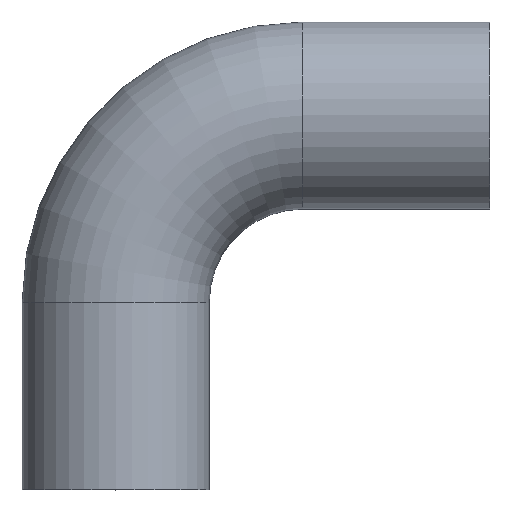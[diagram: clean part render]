
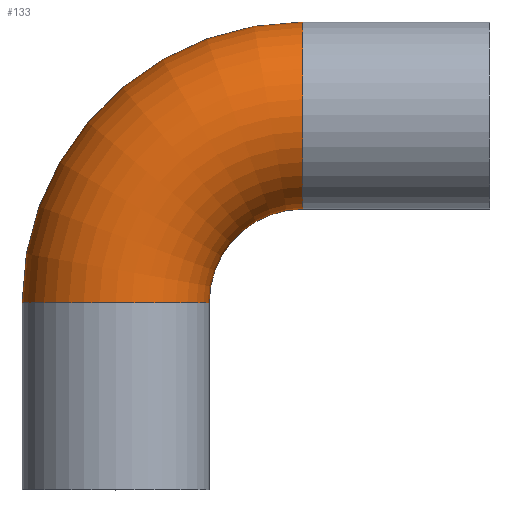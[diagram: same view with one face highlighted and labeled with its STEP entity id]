
A CAD part, top view. The second image highlights one B-rep face of the part: STEP entity #133.
In plain terms, the highlighted toroidal (fillet/blend) face has major radius 75 mm and minor radius 37.5 mm.
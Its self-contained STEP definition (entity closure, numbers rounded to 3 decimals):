
#95 = EDGE_CURVE( '', #183, #153, #235, .T. );
#111 = EDGE_CURVE( '', #153, #189, #253, .T. );
#113 = EDGE_CURVE( '', #173, #183, #255, .T. );
#127 = EDGE_CURVE( '', #173, #189, #270, .T. );
#133 = ADVANCED_FACE( '', ( #276 ), #277, .T. );
#153 = VERTEX_POINT( '', #299 );
#173 = VERTEX_POINT( '', #322 );
#183 = VERTEX_POINT( '', #333 );
#189 = VERTEX_POINT( '', #339 );
#235 = CIRCLE( '', #378, 37.5 );
#253 = CIRCLE( '', #401, 37.5 );
#255 = CIRCLE( '', #404, 112.5 );
#270 = CIRCLE( '', #425, 37.5 );
#276 = FACE_OUTER_BOUND( '', #433, .T. );
#277 = TOROIDAL_SURFACE( '', #434, 75., 37.5 );
#299 = CARTESIAN_POINT( '', ( 37.5, 75., 0. ) );
#322 = CARTESIAN_POINT( '', ( 75., 187.5, 0. ) );
#333 = CARTESIAN_POINT( '', ( -37.5, 75., 0. ) );
#339 = CARTESIAN_POINT( '', ( 75., 112.5, 0. ) );
#378 = AXIS2_PLACEMENT_3D( '', #559, #560, #561 );
#401 = AXIS2_PLACEMENT_3D( '', #589, #590, #591 );
#404 = AXIS2_PLACEMENT_3D( '', #592, #593, #594 );
#425 = AXIS2_PLACEMENT_3D( '', #613, #614, #615 );
#433 = EDGE_LOOP( '', ( #623, #624, #625, #626 ) );
#434 = AXIS2_PLACEMENT_3D( '', #627, #628, #629 );
#559 = CARTESIAN_POINT( '', ( 0., 75., 0. ) );
#560 = DIRECTION( '', ( 0., 1., 0. ) );
#561 = DIRECTION( '', ( 1., 0., 0. ) );
#589 = CARTESIAN_POINT( '', ( 75., 75., 0. ) );
#590 = DIRECTION( '', ( 0., 0., -1. ) );
#591 = DIRECTION( '', ( 1., 0., 0. ) );
#592 = CARTESIAN_POINT( '', ( 75., 75., 0. ) );
#593 = DIRECTION( '', ( 0., 0., 1. ) );
#594 = DIRECTION( '', ( 1., 0., 0. ) );
#613 = CARTESIAN_POINT( '', ( 75., 150., 0. ) );
#614 = DIRECTION( '', ( 1., 0., 0. ) );
#615 = DIRECTION( '', ( 0., -1., 0. ) );
#623 = ORIENTED_EDGE( '', *, *, #113, .T. );
#624 = ORIENTED_EDGE( '', *, *, #95, .T. );
#625 = ORIENTED_EDGE( '', *, *, #111, .T. );
#626 = ORIENTED_EDGE( '', *, *, #127, .F. );
#627 = CARTESIAN_POINT( '', ( 75., 75., 0. ) );
#628 = DIRECTION( '', ( 0., 0., 1. ) );
#629 = DIRECTION( '', ( 1., 0., 0. ) );
